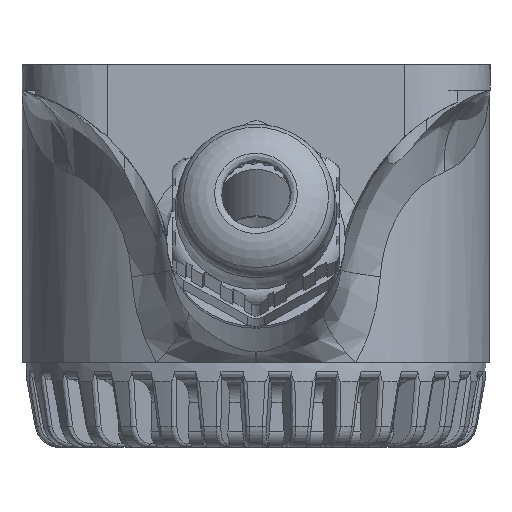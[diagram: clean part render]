
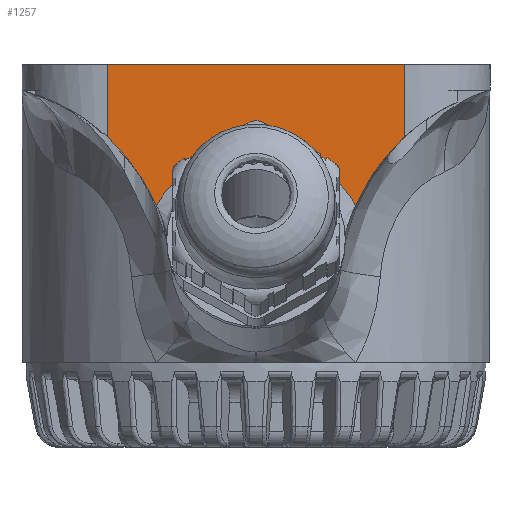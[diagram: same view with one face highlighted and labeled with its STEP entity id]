
A CAD part, left-side view. The second image highlights one B-rep face of the part: STEP entity #1257.
In plain terms, the highlighted face is planar.
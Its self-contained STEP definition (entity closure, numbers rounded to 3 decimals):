
#1257=ADVANCED_FACE('',(#12110),#12112,.T.);
#12110=FACE_BOUND('',#12111,.T.);
#12111=EDGE_LOOP('',(#28707,#28708,#28709,#28710,#28711,#28712,#28713,#28714));
#12112=PLANE('',#12113);
#12113=AXIS2_PLACEMENT_3D('',#12114,#12115,#12116);
#12114=CARTESIAN_POINT('',(9.996,-38.605,25.541));
#12115=DIRECTION('',(0.,-1.,0.));
#12116=DIRECTION('',(0.,0.,-1.));
#28707=ORIENTED_EDGE('',*,*,#34752,.T.);
#28708=ORIENTED_EDGE('',*,*,#34753,.T.);
#28709=ORIENTED_EDGE('',*,*,#34574,.T.);
#28710=ORIENTED_EDGE('',*,*,#34591,.T.);
#28711=ORIENTED_EDGE('',*,*,#34688,.F.);
#28712=ORIENTED_EDGE('',*,*,#34611,.T.);
#28713=ORIENTED_EDGE('',*,*,#34601,.T.);
#28714=ORIENTED_EDGE('',*,*,#34754,.T.);
#34574=EDGE_CURVE('',#37754,#37752,#37755,.T.);
#34591=EDGE_CURVE('',#37752,#37783,#37785,.T.);
#34601=EDGE_CURVE('',#37791,#37801,#37803,.T.);
#34611=EDGE_CURVE('',#37820,#37791,#37821,.T.);
#34688=EDGE_CURVE('',#37820,#37783,#37954,.T.);
#34752=EDGE_CURVE('',#38056,#38057,#38058,.T.);
#34753=EDGE_CURVE('',#38057,#37754,#38059,.T.);
#34754=EDGE_CURVE('',#37801,#38056,#38060,.T.);
#37752=VERTEX_POINT('',#45068);
#37754=VERTEX_POINT('',#45089);
#37755=B_SPLINE_CURVE_WITH_KNOTS('',3,
(#45090,#45091,#45092,#45093,#45094,#45095,#45096,#45097,#45098,#45099),
.UNSPECIFIED.,.F.,.F.,
(4,2,2,2,4),
(0.,0.299,0.596,0.899,1.),
.UNSPECIFIED.);
#37783=VERTEX_POINT('',#45370);
#37785=LINE('',#45375,#45376);
#37791=VERTEX_POINT('',#45390);
#37801=VERTEX_POINT('',#45452);
#37803=B_SPLINE_CURVE_WITH_KNOTS('',3,
(#45494,#45495,#45496,#45497,#45498,#45499,#45500,#45501,#45502,#45503),
.UNSPECIFIED.,.F.,.F.,
(4,2,2,2,4),
(0.,0.303,0.607,0.902,1.),
.UNSPECIFIED.);
#37820=VERTEX_POINT('',#45608);
#37821=LINE('',#45609,#45610);
#37954=LINE('',#46653,#46654);
#38056=VERTEX_POINT('',#47119);
#38057=VERTEX_POINT('',#47120);
#38058=LINE('',#47121,#47122);
#38059=B_SPLINE_CURVE_WITH_KNOTS('',3,
(#47124,#47125,#47126,#47127,#47128,#47129,#47130,#47131,#47132,#47133,#47134,#47135,
#47136,#47137,#47138,#47139,#47140,#47141,#47142,#47143),
.UNSPECIFIED.,.F.,.F.,
(4,2,2,2,2,2,2,2,2,4),
(0.,0.233,0.369,0.478,0.583,0.683,
0.782,0.879,0.976,1.),
.UNSPECIFIED.);
#38060=B_SPLINE_CURVE_WITH_KNOTS('',3,
(#47144,#47145,#47146,#47147,#47148,#47149,#47150,#47151,#47152,#47153,#47154,#47155,
#47156,#47157,#47158,#47159,#47160,#47161,#47162,#47163,#47164,#47165),
.UNSPECIFIED.,.F.,.F.,
(4,2,2,2,2,2,2,2,2,2,4),
(0.,0.097,0.195,0.292,0.392,0.491,
0.593,0.702,0.822,0.97,1.),
.UNSPECIFIED.);
#45068=CARTESIAN_POINT('',(-17.5,-38.605,8.463));
#45089=CARTESIAN_POINT('',(-11.699,-38.605,16.54));
#45090=CARTESIAN_POINT('',(-11.699,-38.605,16.54));
#45091=CARTESIAN_POINT('',(-12.133,-38.605,15.632));
#45092=CARTESIAN_POINT('',(-12.567,-38.605,14.724));
#45093=CARTESIAN_POINT('',(-13.587,-38.605,13.02));
#45094=CARTESIAN_POINT('',(-14.149,-38.605,12.202));
#45095=CARTESIAN_POINT('',(-15.375,-38.605,10.632));
#45096=CARTESIAN_POINT('',(-16.043,-38.605,9.878));
#45097=CARTESIAN_POINT('',(-17.003,-38.605,8.926));
#45098=CARTESIAN_POINT('',(-17.251,-38.605,8.695));
#45099=CARTESIAN_POINT('',(-17.5,-38.605,8.463));
#45370=CARTESIAN_POINT('',(-17.5,-38.605,0.));
#45375=CARTESIAN_POINT('',(-17.5,-38.605,8.463));
#45376=VECTOR('',#45377,1.);
#45377=DIRECTION('',(0.,0.,-1.));
#45390=CARTESIAN_POINT('',(17.5,-38.605,8.463));
#45452=CARTESIAN_POINT('',(11.699,-38.605,16.54));
#45494=CARTESIAN_POINT('',(17.5,-38.605,8.463));
#45495=CARTESIAN_POINT('',(16.777,-38.605,9.165));
#45496=CARTESIAN_POINT('',(16.053,-38.605,9.867));
#45497=CARTESIAN_POINT('',(14.742,-38.605,11.409));
#45498=CARTESIAN_POINT('',(14.121,-38.605,12.239));
#45499=CARTESIAN_POINT('',(13.029,-38.605,13.912));
#45500=CARTESIAN_POINT('',(12.543,-38.605,14.769));
#45501=CARTESIAN_POINT('',(11.968,-38.605,15.944));
#45502=CARTESIAN_POINT('',(11.834,-38.605,16.242));
#45503=CARTESIAN_POINT('',(11.699,-38.605,16.54));
#45608=CARTESIAN_POINT('',(17.5,-38.605,0.));
#45609=CARTESIAN_POINT('',(17.5,-38.605,0.));
#45610=VECTOR('',#45611,1.);
#45611=DIRECTION('',(0.,0.,1.));
#46653=CARTESIAN_POINT('',(17.5,-38.605,0.));
#46654=VECTOR('',#46655,1.);
#46655=DIRECTION('',(-1.,0.,0.));
#47119=CARTESIAN_POINT('',(0.,-38.605,10.604));
#47120=CARTESIAN_POINT('',(0.,-38.605,10.604));
#47121=CARTESIAN_POINT('',(0.,-38.605,10.604));
#47122=VECTOR('',#47123,1.);
#47123=DIRECTION('',(-1.,0.,0.));
#47124=CARTESIAN_POINT('',(0.,-38.605,10.604));
#47125=CARTESIAN_POINT('',(-1.078,-38.605,10.624));
#47126=CARTESIAN_POINT('',(-2.156,-38.605,10.644));
#47127=CARTESIAN_POINT('',(-3.822,-38.605,10.913));
#47128=CARTESIAN_POINT('',(-4.434,-38.605,11.034));
#47129=CARTESIAN_POINT('',(-5.512,-38.605,11.357));
#47130=CARTESIAN_POINT('',(-5.993,-38.605,11.529));
#47131=CARTESIAN_POINT('',(-6.894,-38.605,11.926));
#47132=CARTESIAN_POINT('',(-7.326,-38.605,12.148));
#47133=CARTESIAN_POINT('',(-8.135,-38.605,12.636));
#47134=CARTESIAN_POINT('',(-8.519,-38.605,12.9));
#47135=CARTESIAN_POINT('',(-9.242,-38.605,13.472));
#47136=CARTESIAN_POINT('',(-9.589,-38.605,13.782));
#47137=CARTESIAN_POINT('',(-10.22,-38.605,14.427));
#47138=CARTESIAN_POINT('',(-10.512,-38.605,14.763));
#47139=CARTESIAN_POINT('',(-11.054,-38.605,15.475));
#47140=CARTESIAN_POINT('',(-11.307,-38.605,15.853));
#47141=CARTESIAN_POINT('',(-11.591,-38.605,16.343));
#47142=CARTESIAN_POINT('',(-11.645,-38.605,16.441));
#47143=CARTESIAN_POINT('',(-11.699,-38.605,16.54));
#47144=CARTESIAN_POINT('',(11.699,-38.605,16.54));
#47145=CARTESIAN_POINT('',(11.472,-38.605,16.149));
#47146=CARTESIAN_POINT('',(11.245,-38.605,15.758));
#47147=CARTESIAN_POINT('',(10.721,-38.605,15.022));
#47148=CARTESIAN_POINT('',(10.433,-38.605,14.668));
#47149=CARTESIAN_POINT('',(9.821,-38.605,14.007));
#47150=CARTESIAN_POINT('',(9.494,-38.605,13.695));
#47151=CARTESIAN_POINT('',(8.799,-38.605,13.11));
#47152=CARTESIAN_POINT('',(8.424,-38.605,12.833));
#47153=CARTESIAN_POINT('',(7.652,-38.605,12.334));
#47154=CARTESIAN_POINT('',(7.252,-38.605,12.11));
#47155=CARTESIAN_POINT('',(6.417,-38.605,11.705));
#47156=CARTESIAN_POINT('',(5.973,-38.605,11.525));
#47157=CARTESIAN_POINT('',(5.054,-38.605,11.208));
#47158=CARTESIAN_POINT('',(4.567,-38.605,11.078));
#47159=CARTESIAN_POINT('',(3.546,-38.605,10.855));
#47160=CARTESIAN_POINT('',(3.005,-38.605,10.779));
#47161=CARTESIAN_POINT('',(1.788,-38.605,10.645));
#47162=CARTESIAN_POINT('',(1.104,-38.605,10.617));
#47163=CARTESIAN_POINT('',(0.28,-38.605,10.605));
#47164=CARTESIAN_POINT('',(0.14,-38.605,10.605));
#47165=CARTESIAN_POINT('',(0.,-38.605,10.604));
